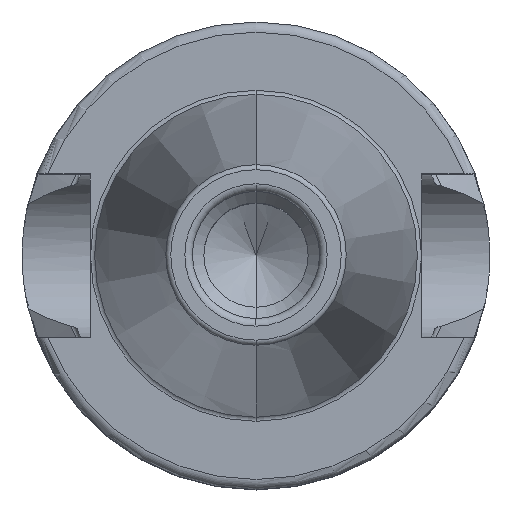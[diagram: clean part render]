
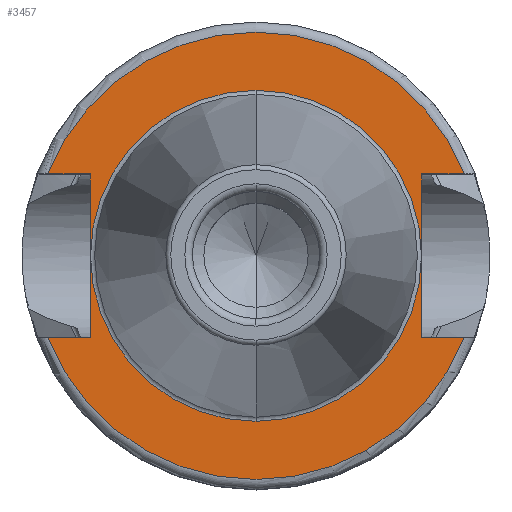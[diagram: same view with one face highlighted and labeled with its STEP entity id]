
A CAD part, top view. The second image highlights one B-rep face of the part: STEP entity #3457.
In plain terms, the highlighted planar face has unit normal (0, 0, 1).
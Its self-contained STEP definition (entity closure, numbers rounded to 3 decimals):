
#1161=DIRECTION('',(1,0,0));
#1162=VECTOR('',#1161,4.174);
#1163=CARTESIAN_POINT('',(-20.474,-8.05,20));
#1164=LINE('',#1163,#1162);
#1165=DIRECTION('',(0,1,0));
#1166=VECTOR('',#1165,16.1);
#1167=CARTESIAN_POINT('',(-16.3,-8.05,20));
#1168=LINE('',#1167,#1166);
#1169=DIRECTION('',(1,0,0));
#1170=VECTOR('',#1169,4.174);
#1171=CARTESIAN_POINT('',(-20.474,8.05,20));
#1172=LINE('',#1171,#1170);
#1173=DIRECTION('',(-1,0,0));
#1174=VECTOR('',#1173,4.174);
#1175=CARTESIAN_POINT('',(20.474,8.05,20));
#1176=LINE('',#1175,#1174);
#1177=DIRECTION('',(0,-1,0));
#1178=VECTOR('',#1177,16.1);
#1179=CARTESIAN_POINT('',(16.3,8.05,20));
#1180=LINE('',#1179,#1178);
#1181=DIRECTION('',(-1,0,0));
#1182=VECTOR('',#1181,4.174);
#1183=CARTESIAN_POINT('',(20.474,-8.05,20));
#1184=LINE('',#1183,#1182);
#1195=CARTESIAN_POINT('',(0,0,20));
#1196=DIRECTION('',(0,0,1));
#1197=DIRECTION('',(0,1,0));
#1198=AXIS2_PLACEMENT_3D('',#1195,#1196,#1197);
#1200=CARTESIAN_POINT('',(0,0,20));
#1201=DIRECTION('',(0,0,-1));
#1202=DIRECTION('',(0,1,0));
#1203=AXIS2_PLACEMENT_3D('',#1200,#1201,#1202);
#1494=CARTESIAN_POINT('',(0,0,20));
#1495=DIRECTION('',(0,0,1));
#1496=DIRECTION('',(-0.931,-0.366,0));
#1497=AXIS2_PLACEMENT_3D('',#1494,#1495,#1496);
#1511=CARTESIAN_POINT('',(0,0,20));
#1512=DIRECTION('',(0,0,1));
#1513=DIRECTION('',(0.931,0.366,0));
#1514=AXIS2_PLACEMENT_3D('',#1511,#1512,#1513);
#1887=CARTESIAN_POINT('',(-20.474,-8.05,20));
#1888=CARTESIAN_POINT('',(-16.3,-8.05,20));
#1889=VERTEX_POINT('',#1887);
#1890=VERTEX_POINT('',#1888);
#1891=CARTESIAN_POINT('',(-16.3,8.05,20));
#1892=VERTEX_POINT('',#1891);
#1893=CARTESIAN_POINT('',(-20.474,8.05,20));
#1894=VERTEX_POINT('',#1893);
#1895=CARTESIAN_POINT('',(16.3,8.05,20));
#1896=CARTESIAN_POINT('',(16.3,-8.05,20));
#1897=VERTEX_POINT('',#1895);
#1898=VERTEX_POINT('',#1896);
#1899=CARTESIAN_POINT('',(20.474,-8.05,20));
#1900=VERTEX_POINT('',#1899);
#1901=CARTESIAN_POINT('',(20.474,8.05,20));
#1902=VERTEX_POINT('',#1901);
#1945=CARTESIAN_POINT('',(0,16.275,20));
#1947=VERTEX_POINT('',#1945);
#1951=CARTESIAN_POINT('',(0,-16.275,20));
#1953=VERTEX_POINT('',#1951);
#3434=CARTESIAN_POINT('',(0,0,20));
#3435=DIRECTION('',(0,0,-1));
#3436=DIRECTION('',(0,-1,0));
#3437=AXIS2_PLACEMENT_3D('',#3434,#3435,#3436);
#3438=PLANE('',#3437);
#3439=ORIENTED_EDGE('',*,*,#3425,.T.);
#3440=ORIENTED_EDGE('',*,*,#3250,.T.);
#3441=ORIENTED_EDGE('',*,*,#3269,.F.);
#3443=ORIENTED_EDGE('',*,*,#3442,.F.);
#3444=ORIENTED_EDGE('',*,*,#3350,.T.);
#3445=ORIENTED_EDGE('',*,*,#3368,.T.);
#3446=ORIENTED_EDGE('',*,*,#3385,.F.);
#3448=ORIENTED_EDGE('',*,*,#3447,.F.);
#3449=EDGE_LOOP('',(#3439,#3440,#3441,#3443,#3444,#3445,#3446,#3448));
#3450=FACE_OUTER_BOUND('',#3449,.F.);
#3452=ORIENTED_EDGE('',*,*,#3451,.T.);
#3454=ORIENTED_EDGE('',*,*,#3453,.F.);
#3455=EDGE_LOOP('',(#3452,#3454));
#3456=FACE_BOUND('',#3455,.F.);
#3457=ADVANCED_FACE('',(#3450,#3456),#3438,.F.);
#1199=CIRCLE('',#1198,16.275);
#1204=CIRCLE('',#1203,16.275);
#1498=CIRCLE('',#1497,22);
#1515=CIRCLE('',#1514,22);
#3250=EDGE_CURVE('',#1890,#1892,#1168,.T.);
#3269=EDGE_CURVE('',#1894,#1892,#1172,.T.);
#3350=EDGE_CURVE('',#1902,#1897,#1176,.T.);
#3368=EDGE_CURVE('',#1897,#1898,#1180,.T.);
#3385=EDGE_CURVE('',#1900,#1898,#1184,.T.);
#3425=EDGE_CURVE('',#1889,#1890,#1164,.T.);
#3442=EDGE_CURVE('',#1902,#1894,#1515,.T.);
#3447=EDGE_CURVE('',#1889,#1900,#1498,.T.);
#3451=EDGE_CURVE('',#1947,#1953,#1199,.T.);
#3453=EDGE_CURVE('',#1947,#1953,#1204,.T.);
